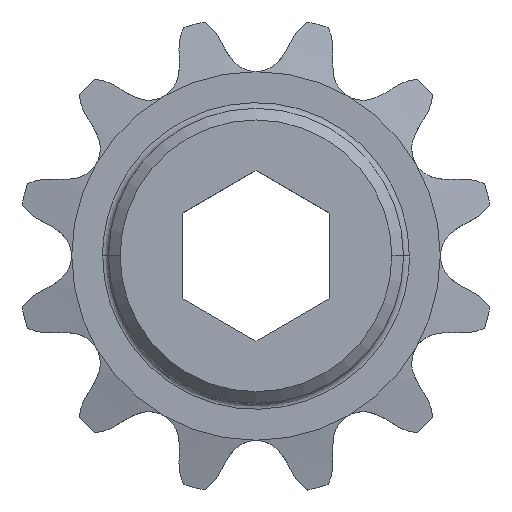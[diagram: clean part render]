
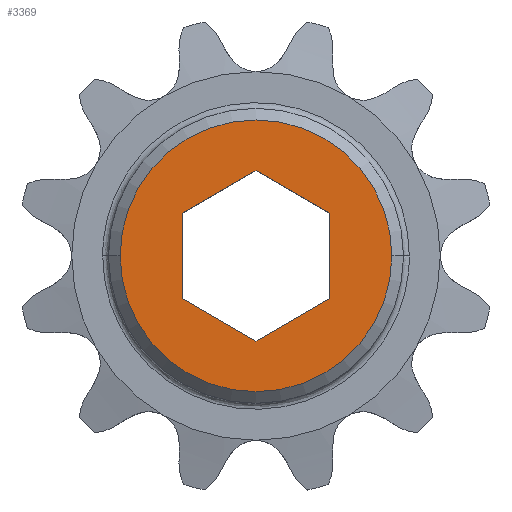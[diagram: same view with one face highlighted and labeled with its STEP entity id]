
A CAD part, top view. The second image highlights one B-rep face of the part: STEP entity #3369.
In plain terms, the highlighted planar face has unit normal (0, 0, 1).
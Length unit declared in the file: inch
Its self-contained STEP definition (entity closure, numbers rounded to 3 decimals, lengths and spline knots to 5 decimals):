
#97 = DIRECTION ( 'NONE',  ( 0., 0., 1. ) ) ;
#167 = DIRECTION ( 'NONE',  ( -0.866, 0.5, 0. ) ) ;
#197 = LINE ( 'NONE', #3407, #3078 ) ;
#245 = VERTEX_POINT ( 'NONE', #2454 ) ;
#344 = EDGE_CURVE ( 'NONE', #2942, #1879, #2588, .T. ) ;
#360 = AXIS2_PLACEMENT_3D ( 'NONE', #1909, #97, #4251 ) ;
#361 = ORIENTED_EDGE ( 'NONE', *, *, #1337, .F. ) ;
#468 = CARTESIAN_POINT ( 'NONE',  ( 0., -0.28925, 0.33575 ) ) ;
#483 = CARTESIAN_POINT ( 'NONE',  ( 0., 0.28925, 0.33575 ) ) ;
#498 = VERTEX_POINT ( 'NONE', #3098 ) ;
#735 = ORIENTED_EDGE ( 'NONE', *, *, #1861, .T. ) ;
#742 = FACE_OUTER_BOUND ( 'NONE', #1291, .T. ) ;
#999 = CARTESIAN_POINT ( 'NONE',  ( 0., 0., 0.33575 ) ) ;
#1105 = ORIENTED_EDGE ( 'NONE', *, *, #2105, .F. ) ;
#1133 = ORIENTED_EDGE ( 'NONE', *, *, #2707, .F. ) ;
#1139 = FACE_BOUND ( 'NONE', #4499, .T. ) ;
#1291 = EDGE_LOOP ( 'NONE', ( #735, #1345 ) ) ;
#1337 = EDGE_CURVE ( 'NONE', #3879, #2942, #2985, .T. ) ;
#1345 = ORIENTED_EDGE ( 'NONE', *, *, #4441, .T. ) ;
#1409 = DIRECTION ( 'NONE',  ( 0., -1., 0. ) ) ;
#1478 = VECTOR ( 'NONE', #1409, 39.37008 ) ;
#1746 = DIRECTION ( 'NONE',  ( 0., 0., 1. ) ) ;
#1861 = EDGE_CURVE ( 'NONE', #4308, #245, #4216, .T. ) ;
#1879 = VERTEX_POINT ( 'NONE', #2196 ) ;
#1909 = CARTESIAN_POINT ( 'NONE',  ( 0., 0., 0.33575 ) ) ;
#1925 = CARTESIAN_POINT ( 'NONE',  ( 0.2505, -0.14463, 0.33575 ) ) ;
#1952 = ORIENTED_EDGE ( 'NONE', *, *, #4010, .F. ) ;
#2059 = VECTOR ( 'NONE', #3306, 39.37008 ) ;
#2076 = CARTESIAN_POINT ( 'NONE',  ( 0.2505, 0.14463, 0.33575 ) ) ;
#2085 = VECTOR ( 'NONE', #4391, 39.37008 ) ;
#2087 = CARTESIAN_POINT ( 'NONE',  ( 0., 0., 0.33575 ) ) ;
#2105 = EDGE_CURVE ( 'NONE', #3043, #3879, #3499, .T. ) ;
#2196 = CARTESIAN_POINT ( 'NONE',  ( 0., 0.28925, 0.33575 ) ) ;
#2322 = DIRECTION ( 'NONE',  ( 0.866, -0.5, 0. ) ) ;
#2332 = DIRECTION ( 'NONE',  ( 0., 0., 1. ) ) ;
#2454 = CARTESIAN_POINT ( 'NONE',  ( 0.46063, 0., 0.33575 ) ) ;
#2588 = LINE ( 'NONE', #3352, #2810 ) ;
#2676 = CARTESIAN_POINT ( 'NONE',  ( -0.2505, -0.14463, 0.33575 ) ) ;
#2707 = EDGE_CURVE ( 'NONE', #1879, #498, #2932, .T. ) ;
#2714 = CARTESIAN_POINT ( 'NONE',  ( -0.2505, 0.14463, 0.33575 ) ) ;
#2782 = ORIENTED_EDGE ( 'NONE', *, *, #2800, .F. ) ;
#2800 = EDGE_CURVE ( 'NONE', #3892, #3043, #197, .T. ) ;
#2810 = VECTOR ( 'NONE', #167, 39.37008 ) ;
#2812 = AXIS2_PLACEMENT_3D ( 'NONE', #2087, #2332, #3737 ) ;
#2932 = LINE ( 'NONE', #483, #2059 ) ;
#2942 = VERTEX_POINT ( 'NONE', #2076 ) ;
#2985 = LINE ( 'NONE', #3287, #2085 ) ;
#3043 = VERTEX_POINT ( 'NONE', #468 ) ;
#3078 = VECTOR ( 'NONE', #2322, 39.37008 ) ;
#3098 = CARTESIAN_POINT ( 'NONE',  ( -0.2505, 0.14463, 0.33575 ) ) ;
#3146 = DIRECTION ( 'NONE',  ( -1., 0., 0. ) ) ;
#3174 = CIRCLE ( 'NONE', #3909, 0.46063 ) ;
#3287 = CARTESIAN_POINT ( 'NONE',  ( 0.2505, -0.14463, 0.33575 ) ) ;
#3306 = DIRECTION ( 'NONE',  ( -0.866, -0.5, 0. ) ) ;
#3352 = CARTESIAN_POINT ( 'NONE',  ( 0.2505, 0.14463, 0.33575 ) ) ;
#3369 = ADVANCED_FACE ( 'NONE', ( #1139, #742 ), #3932, .T. ) ;
#3407 = CARTESIAN_POINT ( 'NONE',  ( -0.2505, -0.14463, 0.33575 ) ) ;
#3499 = LINE ( 'NONE', #4236, #4144 ) ;
#3505 = LINE ( 'NONE', #2714, #1478 ) ;
#3545 = ORIENTED_EDGE ( 'NONE', *, *, #344, .F. ) ;
#3737 = DIRECTION ( 'NONE',  ( -1., 0., 0. ) ) ;
#3879 = VERTEX_POINT ( 'NONE', #1925 ) ;
#3892 = VERTEX_POINT ( 'NONE', #2676 ) ;
#3909 = AXIS2_PLACEMENT_3D ( 'NONE', #999, #1746, #3146 ) ;
#3932 = PLANE ( 'NONE',  #360 ) ;
#4010 = EDGE_CURVE ( 'NONE', #498, #3892, #3505, .T. ) ;
#4144 = VECTOR ( 'NONE', #4561, 39.37008 ) ;
#4216 = CIRCLE ( 'NONE', #2812, 0.46063 ) ;
#4236 = CARTESIAN_POINT ( 'NONE',  ( 0., -0.28925, 0.33575 ) ) ;
#4251 = DIRECTION ( 'NONE',  ( 1., 0., 0. ) ) ;
#4308 = VERTEX_POINT ( 'NONE', #4394 ) ;
#4391 = DIRECTION ( 'NONE',  ( 0., 1., 0. ) ) ;
#4394 = CARTESIAN_POINT ( 'NONE',  ( -0.46063, 0., 0.33575 ) ) ;
#4441 = EDGE_CURVE ( 'NONE', #245, #4308, #3174, .T. ) ;
#4499 = EDGE_LOOP ( 'NONE', ( #1105, #2782, #1952, #1133, #3545, #361 ) ) ;
#4561 = DIRECTION ( 'NONE',  ( 0.866, 0.5, 0. ) ) ;
